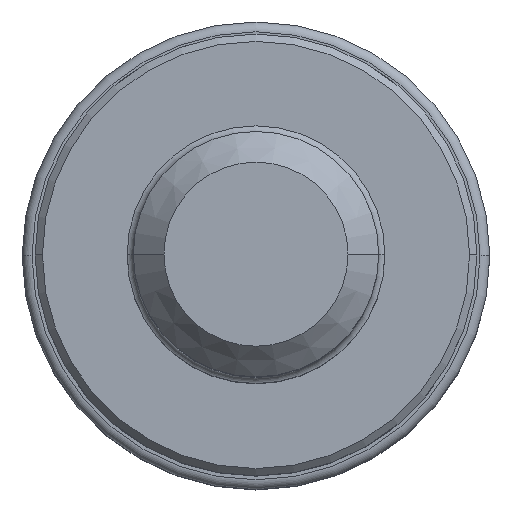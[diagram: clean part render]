
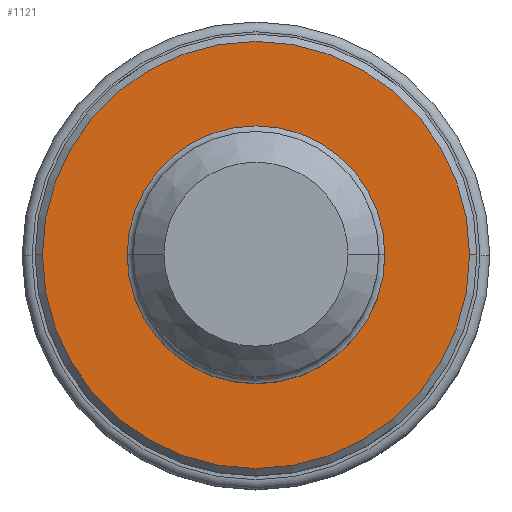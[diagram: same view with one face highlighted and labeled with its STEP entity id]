
A CAD part, top view. The second image highlights one B-rep face of the part: STEP entity #1121.
In plain terms, the highlighted planar face has unit normal (0, 0, 1).
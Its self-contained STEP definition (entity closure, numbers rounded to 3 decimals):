
#989=PLANE('',#3450);
#995=FACE_BOUND('',#1404,.T.);
#996=FACE_BOUND('',#1405,.T.);
#1121=ADVANCED_FACE('',(#995,#996),#989,.F.);
#1404=EDGE_LOOP('',(#1913,#1914));
#1405=EDGE_LOOP('',(#1915,#1916));
#1913=ORIENTED_EDGE('',*,*,#2391,.T.);
#1914=ORIENTED_EDGE('',*,*,#2388,.T.);
#1915=ORIENTED_EDGE('',*,*,#2392,.T.);
#1916=ORIENTED_EDGE('',*,*,#2393,.T.);
#2124=VERTEX_POINT('',#5864);
#2125=VERTEX_POINT('',#5865);
#2126=VERTEX_POINT('',#5872);
#2127=VERTEX_POINT('',#5873);
#2388=EDGE_CURVE('',#2124,#2125,#2751,.T.);
#2391=EDGE_CURVE('',#2125,#2124,#2752,.T.);
#2392=EDGE_CURVE('',#2126,#2127,#2753,.T.);
#2393=EDGE_CURVE('',#2127,#2126,#2754,.T.);
#2751=CIRCLE('',#3444,8.7);
#2752=CIRCLE('',#3446,8.7);
#2753=CIRCLE('',#3448,5.25);
#2754=CIRCLE('',#3449,5.25);
#3444=AXIS2_PLACEMENT_3D('',#5863,#4005,#4006);
#3446=AXIS2_PLACEMENT_3D('',#5869,#4011,#4012);
#3448=AXIS2_PLACEMENT_3D('',#5871,#4015,#4016);
#3449=AXIS2_PLACEMENT_3D('',#5874,#4017,#4018);
#3450=AXIS2_PLACEMENT_3D('',#5875,#4019,#4020);
#4005=DIRECTION('',(0.,0.,1.));
#4006=DIRECTION('',(-1.,0.,0.));
#4011=DIRECTION('',(0.,0.,1.));
#4012=DIRECTION('',(1.,0.,0.));
#4015=DIRECTION('',(0.,0.,-1.));
#4016=DIRECTION('',(1.,0.,0.));
#4017=DIRECTION('',(0.,0.,-1.));
#4018=DIRECTION('',(-1.,0.,0.));
#4019=DIRECTION('',(0.,0.,-1.));
#4020=DIRECTION('',(1.,0.,0.));
#5863=CARTESIAN_POINT('',(0.,0.,0.));
#5864=CARTESIAN_POINT('',(-8.7,0.,0.));
#5865=CARTESIAN_POINT('',(8.7,0.,0.));
#5869=CARTESIAN_POINT('',(0.,0.,0.));
#5871=CARTESIAN_POINT('',(0.,0.,0.));
#5872=CARTESIAN_POINT('',(5.25,0.,0.));
#5873=CARTESIAN_POINT('',(-5.25,0.,0.));
#5874=CARTESIAN_POINT('',(0.,0.,0.));
#5875=CARTESIAN_POINT('',(0.,0.,0.));
